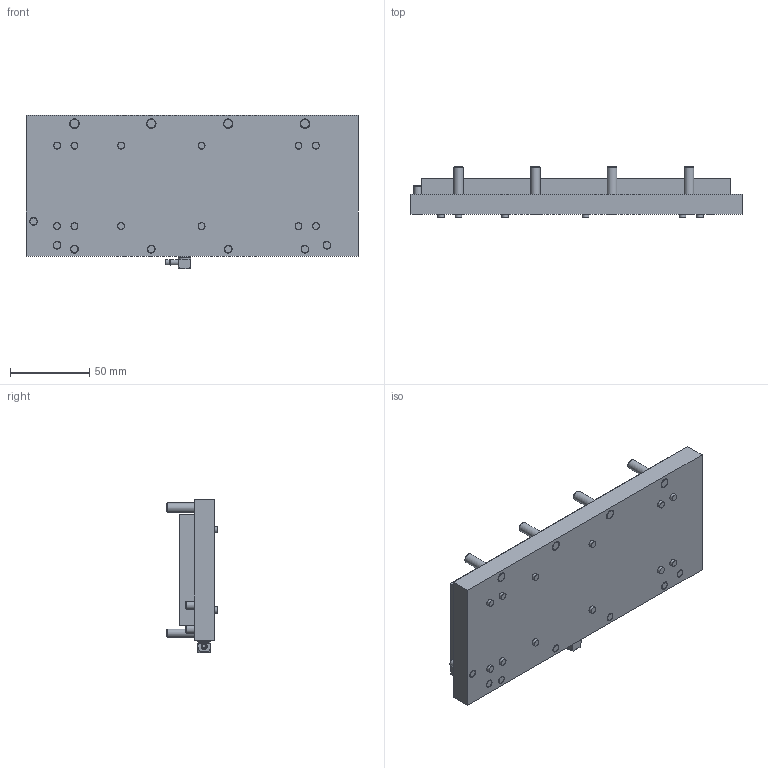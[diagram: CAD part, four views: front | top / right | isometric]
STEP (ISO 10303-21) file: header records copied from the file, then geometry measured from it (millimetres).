
FILE_DESCRIPTION(/* description */ (''),/* implementation_level */ '2;1');
FILE_NAME(/* name */ 'F10129336--_1-ASSY_ CMS2 ETL_ AL-N BASEPLATE HOLDING ASSEMBLY.stp',/* time_stamp */ '2020-07-09T15:51:23-05:00',/* author */ (''),/* organization */ (''),/* preprocessor_version */ 'ST-DEVELOPER v16',/* originating_system */ 'SIEMENS PLM Software NX 11.0',/* authorisation */ '');
FILE_SCHEMA (('AUTOMOTIVE_DESIGN { 1 0 10303 214 3 1 1 1 }'));
Products named in the file (9): FC0043473--_1-DOWEL PIN_M5ODx30LG_AS; FC0043492--_1-DOWEL PIN_M6ODx30LG_AS; FC0043161--_1-FITTING_ BARBED ADAPTER ELBOW_ 1_8 ID TUBE TO _10-32; FC0003258--_1-SHCS_8-32x0.375LGxFT_SS18-8; F10109316--_1-MODULE_ CMS2 ETL_ ALN SUBSTRATE; F10129574--_1-FIXTURE_ CMS2 ETL_ AL-N BASEPLATE HOLDING TOP FIXTURE2; FC0043468--_1-DOWEL PIN_M5ODx18LG_AS; F10129572--_1-FIXTURE_ CMS2 ETL_ AL-N BASEPLATE HOLDING BASE FIXTURE1; F10129336--_1-ASSY_ CMS2 ETL_ AL-N BASEPLATE HOLDING ASSEMBLY
Assembly tree (30 placements, depth 2):
  F10129336--_1-ASSY_ CMS2 ETL_ AL-N BASEPLATE HOLDING ASSEMBLY
    F10129572--_1-FIXTURE_ CMS2 ETL_ AL-N BASEPLATE HOLDING BASE FIXTURE1
    FC0043468--_1-DOWEL PIN_M5ODx18LG_AS  x3
    F10129574--_1-FIXTURE_ CMS2 ETL_ AL-N BASEPLATE HOLDING TOP FIXTURE2
    F10109316--_1-MODULE_ CMS2 ETL_ ALN SUBSTRATE  x4
    FC0003258--_1-SHCS_8-32x0.375LGxFT_SS18-8  x12
    FC0043161--_1-FITTING_ BARBED ADAPTER ELBOW_ 1_8 ID TUBE TO _10-32
    FC0043492--_1-DOWEL PIN_M6ODx30LG_AS  x4
    FC0043473--_1-DOWEL PIN_M5ODx30LG_AS  x4
Bounding box: 209.55 x 31.91 x 96.67 mm (x, y, z)
Volume: 356477.3 mm3; surface area: 119174.4 mm2
Topology: 31 solids, 31 shells, 602 faces, 1293 edges, 798 vertices
Faces by surface type: plane 289, cylinder 172, cone 131, bspline 6, torus 4
Full cylindrical faces by diameter (mm): 0.1 x4, 1.587 x5, 2.5 x16, 4.039 x1, 4.166 x12, 4.366 x12, 4.98 x7, 5 x7, 5.98 x4, 6 x4, 6.858 x12, 7.541 x12
Entity records: 12756 total; most frequent: CARTESIAN_POINT 3765, DIRECTION 1580, ORIENTED_EDGE 1412, EDGE_CURVE 706, AXIS2_PLACEMENT_3D 619, VERTEX_POINT 493, EDGE_LOOP 468, LINE 342
